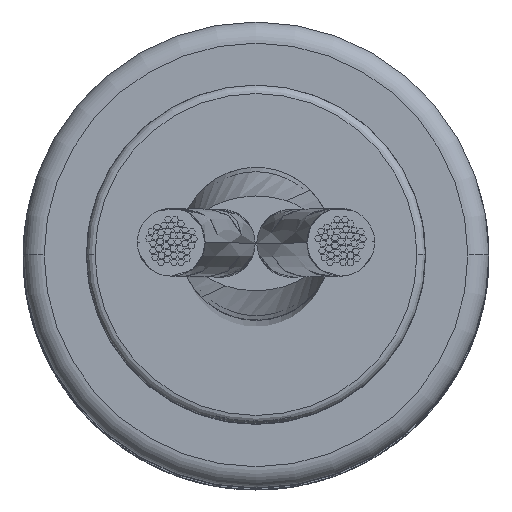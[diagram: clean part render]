
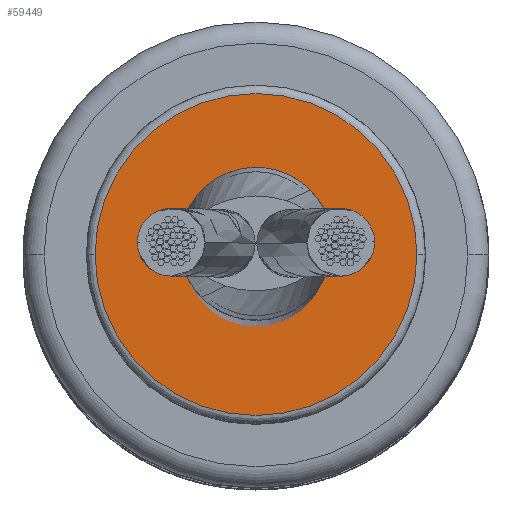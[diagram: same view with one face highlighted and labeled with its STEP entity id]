
A CAD part, top view. The second image highlights one B-rep face of the part: STEP entity #59449.
In plain terms, the highlighted face is planar.
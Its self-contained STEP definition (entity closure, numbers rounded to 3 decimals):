
#1509 = VERTEX_POINT ( 'NONE', #50491 ) ;
#1831 = DIRECTION ( 'NONE',  ( 1., 0., 0. ) ) ;
#2057 = DIRECTION ( 'NONE',  ( 0., 1., 0. ) ) ;
#8539 = AXIS2_PLACEMENT_3D ( 'NONE', #32823, #64082, #13422 ) ;
#9018 = CIRCLE ( 'NONE', #18594, 3.8 ) ;
#9289 = CIRCLE ( 'NONE', #17786, 3.8 ) ;
#13422 = DIRECTION ( 'NONE',  ( 0., 1., 0. ) ) ;
#17148 = FACE_OUTER_BOUND ( 'NONE', #42975, .T. ) ;
#17786 = AXIS2_PLACEMENT_3D ( 'NONE', #26514, #1831, #22190 ) ;
#18594 = AXIS2_PLACEMENT_3D ( 'NONE', #33390, #53405, #2057 ) ;
#22190 = DIRECTION ( 'NONE',  ( 0., 1., 0. ) ) ;
#26514 = CARTESIAN_POINT ( 'NONE',  ( 24., 0., 0. ) ) ;
#32823 = CARTESIAN_POINT ( 'NONE',  ( 24., 4., 0. ) ) ;
#33390 = CARTESIAN_POINT ( 'NONE',  ( 24., 0., 0. ) ) ;
#38920 = EDGE_CURVE ( 'NONE', #1509, #52637, #9018, .T. ) ;
#40616 = ORIENTED_EDGE ( 'NONE', *, *, #52434, .T. ) ;
#42975 = EDGE_LOOP ( 'NONE', ( #40616, #55634 ) ) ;
#43760 = PLANE ( 'NONE',  #8539 ) ;
#50491 = CARTESIAN_POINT ( 'NONE',  ( 24., -3.8, 0. ) ) ;
#50776 = CARTESIAN_POINT ( 'NONE',  ( 24., 3.8, 0. ) ) ;
#52434 = EDGE_CURVE ( 'NONE', #52637, #1509, #9289, .T. ) ;
#52637 = VERTEX_POINT ( 'NONE', #50776 ) ;
#53405 = DIRECTION ( 'NONE',  ( 1., 0., 0. ) ) ;
#55634 = ORIENTED_EDGE ( 'NONE', *, *, #38920, .T. ) ;
#59449 = ADVANCED_FACE ( 'NONE', ( #17148 ), #43760, .T. ) ;
#64082 = DIRECTION ( 'NONE',  ( 1., 0., 0. ) ) ;
